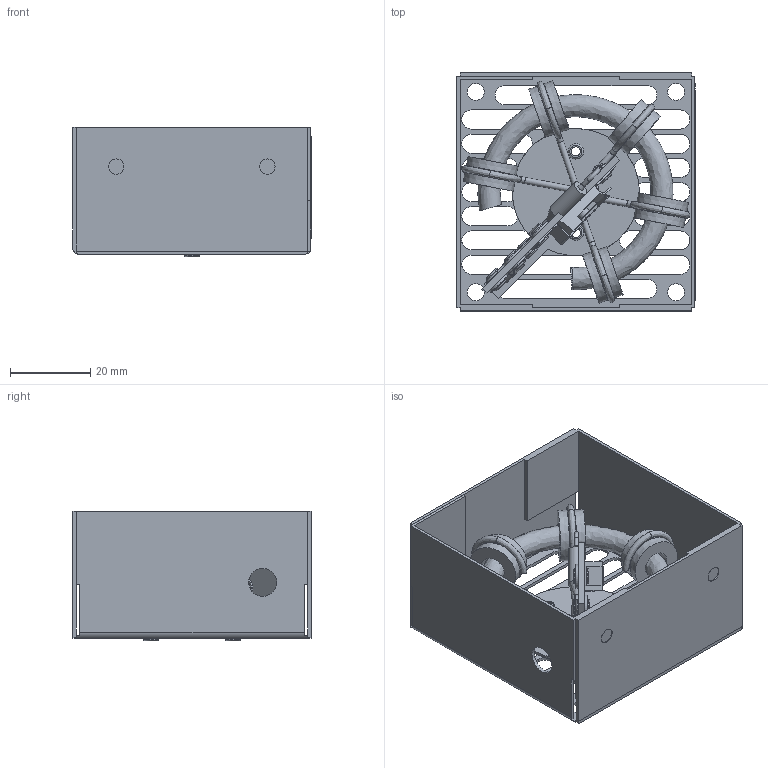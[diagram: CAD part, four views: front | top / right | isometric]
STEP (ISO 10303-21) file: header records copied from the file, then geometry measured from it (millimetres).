
FILE_DESCRIPTION(/* description */ ('Alibre Inc.'),/* implementation_level */ '2;1');
FILE_NAME(/* name */ 'export0',/* time_stamp */ '2016-01-27T14:38:43-05:00',/* author */ (''),/* organization */ (''),/* preprocessor_version */ 'ST-DEVELOPER v14',/* originating_system */ 'Alibre',/* authorisation */ '');
FILE_SCHEMA (('CONFIG_CONTROL_DESIGN'));
Products named in the file (25): ID_1; ID_2; ID_3; ID_4; ID_5; ID_6; ID_7; ID_8; ID_9; ID_10; ID_11; ID_12; ID_13; ID_14; ID_15; ID_16; ID_17; ID_18
Bounding box: 59.49 x 59.44 x 32.39 mm (x, y, z)
Volume: 16836.5 mm3; surface area: 35473.5 mm2
Topology: 97 solids, 97 shells, 1299 faces, 3220 edges, 2126 vertices
Faces by surface type: plane 806, bspline 241, cylinder 197, cone 27, torus 26, revolution 1, extrusion 1
Full cylindrical faces by diameter (mm): 0.813 x1, 0.892 x2, 1.016 x3, 1.397 x2, 1.524 x10, 1.585 x1, 1.981 x4, 2.262 x16, 2.381 x16, 2.54 x4, 2.769 x1, 2.794 x10, 2.946 x4, 3.079 x1, 3.556 x4, 3.81 x20, 3.988 x1, 4.216 x4, 5.944 x4, 6.985 x1, 7.636 x1, 10.668 x1
Entity records: 36369 total; most frequent: CARTESIAN_POINT 8999, ORIENTED_EDGE 5500, DIRECTION 3626, EDGE_CURVE 2750, VECTOR 1953, LINE 1952, VERTEX_POINT 1865, EDGE_LOOP 1259
